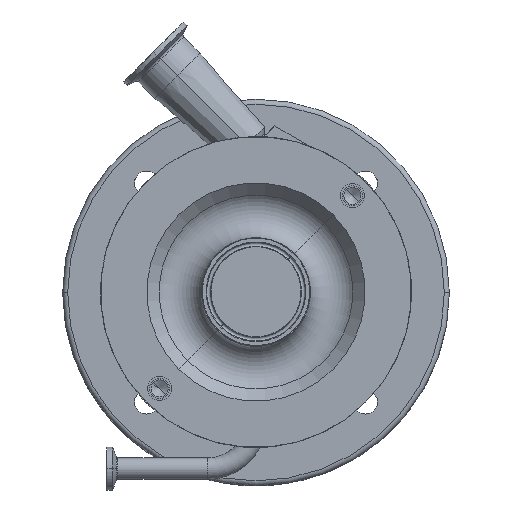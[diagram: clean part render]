
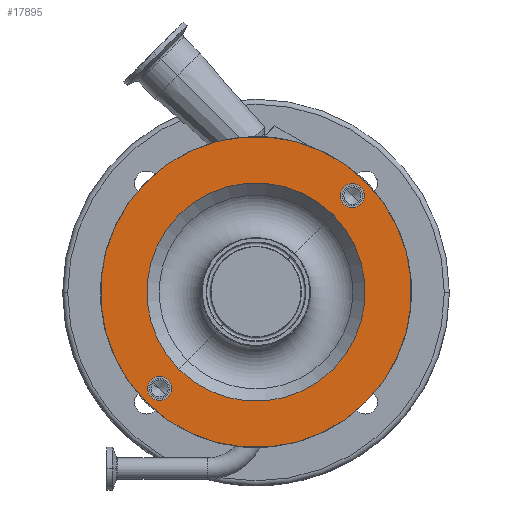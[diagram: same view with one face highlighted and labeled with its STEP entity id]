
A CAD part, top view. The second image highlights one B-rep face of the part: STEP entity #17895.
In plain terms, the highlighted planar face has unit normal (0, 0, 1).
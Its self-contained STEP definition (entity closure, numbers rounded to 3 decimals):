
#28 = CIRCLE ( 'NONE', #16753, 64.921 ) ;
#481 = CARTESIAN_POINT ( 'NONE',  ( -57.276, -57.276, 205.5 ) ) ;
#564 = VERTEX_POINT ( 'NONE', #2570 ) ;
#571 = CIRCLE ( 'NONE', #13650, 7.144 ) ;
#1143 = CIRCLE ( 'NONE', #5097, 7.144 ) ;
#1526 = DIRECTION ( 'NONE',  ( 0., 0., 1. ) ) ;
#1823 = AXIS2_PLACEMENT_3D ( 'NONE', #9790, #14266, #11502 ) ;
#2320 = DIRECTION ( 'NONE',  ( 0.707, 0.707, 0. ) ) ;
#2570 = CARTESIAN_POINT ( 'NONE',  ( 62.327, 62.327, 205.5 ) ) ;
#3409 = CARTESIAN_POINT ( 'NONE',  ( 0., 0., 205.5 ) ) ;
#3551 = EDGE_CURVE ( 'NONE', #5040, #11251, #4966, .T. ) ;
#3654 = CARTESIAN_POINT ( 'NONE',  ( 0., 0., 205.5 ) ) ;
#4001 = VERTEX_POINT ( 'NONE', #15013 ) ;
#4255 = CARTESIAN_POINT ( 'NONE',  ( 45.906, 45.906, 205.5 ) ) ;
#4421 = FACE_OUTER_BOUND ( 'NONE', #17868, .T. ) ;
#4445 = DIRECTION ( 'NONE',  ( 0., 0., 1. ) ) ;
#4492 = DIRECTION ( 'NONE',  ( 0.707, 0.707, 0. ) ) ;
#4739 = CARTESIAN_POINT ( 'NONE',  ( 52.224, 52.224, 205.5 ) ) ;
#4966 = CIRCLE ( 'NONE', #7387, 92.5 ) ;
#5040 = VERTEX_POINT ( 'NONE', #16990 ) ;
#5068 = DIRECTION ( 'NONE',  ( 0., 0., 1. ) ) ;
#5097 = AXIS2_PLACEMENT_3D ( 'NONE', #5185, #6607, #15172 ) ;
#5185 = CARTESIAN_POINT ( 'NONE',  ( 57.276, 57.276, 205.5 ) ) ;
#5273 = DIRECTION ( 'NONE',  ( 0.707, 0.707, 0. ) ) ;
#5325 = VERTEX_POINT ( 'NONE', #9540 ) ;
#5900 = EDGE_LOOP ( 'NONE', ( #15425, #15518 ) ) ;
#5958 = EDGE_LOOP ( 'NONE', ( #7462, #10272 ) ) ;
#5983 = ORIENTED_EDGE ( 'NONE', *, *, #16934, .F. ) ;
#6607 = DIRECTION ( 'NONE',  ( 0., 0., 1. ) ) ;
#7106 = CARTESIAN_POINT ( 'NONE',  ( -22.627, 22.627, 205.5 ) ) ;
#7242 = EDGE_CURVE ( 'NONE', #564, #18535, #1143, .T. ) ;
#7387 = AXIS2_PLACEMENT_3D ( 'NONE', #3409, #1526, #4492 ) ;
#7462 = ORIENTED_EDGE ( 'NONE', *, *, #7242, .F. ) ;
#7615 = CIRCLE ( 'NONE', #1823, 92.5 ) ;
#8785 = DIRECTION ( 'NONE',  ( 0., 0., -1. ) ) ;
#8835 = CIRCLE ( 'NONE', #12187, 7.144 ) ;
#8846 = AXIS2_PLACEMENT_3D ( 'NONE', #16055, #4445, #8922 ) ;
#8922 = DIRECTION ( 'NONE',  ( 0.707, 0.707, 0. ) ) ;
#9540 = CARTESIAN_POINT ( 'NONE',  ( -45.906, -45.906, 205.5 ) ) ;
#9565 = DIRECTION ( 'NONE',  ( 0.707, 0.707, 0. ) ) ;
#9721 = ORIENTED_EDGE ( 'NONE', *, *, #3551, .T. ) ;
#9790 = CARTESIAN_POINT ( 'NONE',  ( 0., 0., 205.5 ) ) ;
#10218 = FACE_BOUND ( 'NONE', #16012, .T. ) ;
#10272 = ORIENTED_EDGE ( 'NONE', *, *, #10986, .F. ) ;
#10675 = CIRCLE ( 'NONE', #8846, 7.144 ) ;
#10836 = EDGE_CURVE ( 'NONE', #11251, #5040, #7615, .T. ) ;
#10860 = VERTEX_POINT ( 'NONE', #4255 ) ;
#10986 = EDGE_CURVE ( 'NONE', #18535, #564, #10675, .T. ) ;
#10996 = AXIS2_PLACEMENT_3D ( 'NONE', #7106, #8785, #17285 ) ;
#11251 = VERTEX_POINT ( 'NONE', #15476 ) ;
#11423 = CARTESIAN_POINT ( 'NONE',  ( -62.327, -62.327, 205.5 ) ) ;
#11502 = DIRECTION ( 'NONE',  ( 0.707, 0.707, 0. ) ) ;
#11986 = ORIENTED_EDGE ( 'NONE', *, *, #10836, .T. ) ;
#12187 = AXIS2_PLACEMENT_3D ( 'NONE', #12636, #18420, #9565 ) ;
#12636 = CARTESIAN_POINT ( 'NONE',  ( -57.276, -57.276, 205.5 ) ) ;
#12908 = EDGE_CURVE ( 'NONE', #4001, #13581, #571, .T. ) ;
#13581 = VERTEX_POINT ( 'NONE', #11423 ) ;
#13650 = AXIS2_PLACEMENT_3D ( 'NONE', #481, #5068, #5273 ) ;
#14266 = DIRECTION ( 'NONE',  ( 0., 0., 1. ) ) ;
#14337 = PLANE ( 'NONE',  #10996 ) ;
#14703 = FACE_BOUND ( 'NONE', #5958, .T. ) ;
#14980 = DIRECTION ( 'NONE',  ( 0.707, 0.707, 0. ) ) ;
#15013 = CARTESIAN_POINT ( 'NONE',  ( -52.224, -52.224, 205.5 ) ) ;
#15072 = DIRECTION ( 'NONE',  ( 0., 0., 1. ) ) ;
#15163 = CARTESIAN_POINT ( 'NONE',  ( 0., 0., 205.5 ) ) ;
#15172 = DIRECTION ( 'NONE',  ( 0.707, 0.707, 0. ) ) ;
#15425 = ORIENTED_EDGE ( 'NONE', *, *, #16904, .F. ) ;
#15476 = CARTESIAN_POINT ( 'NONE',  ( -65.407, -65.407, 205.5 ) ) ;
#15499 = ORIENTED_EDGE ( 'NONE', *, *, #12908, .F. ) ;
#15518 = ORIENTED_EDGE ( 'NONE', *, *, #17167, .F. ) ;
#16012 = EDGE_LOOP ( 'NONE', ( #15499, #5983 ) ) ;
#16033 = FACE_BOUND ( 'NONE', #5900, .T. ) ;
#16055 = CARTESIAN_POINT ( 'NONE',  ( 57.276, 57.276, 205.5 ) ) ;
#16753 = AXIS2_PLACEMENT_3D ( 'NONE', #3654, #18512, #2320 ) ;
#16904 = EDGE_CURVE ( 'NONE', #10860, #5325, #28, .T. ) ;
#16934 = EDGE_CURVE ( 'NONE', #13581, #4001, #8835, .T. ) ;
#16990 = CARTESIAN_POINT ( 'NONE',  ( 65.407, 65.407, 205.5 ) ) ;
#17167 = EDGE_CURVE ( 'NONE', #5325, #10860, #18577, .T. ) ;
#17285 = DIRECTION ( 'NONE',  ( 0., -1., 0. ) ) ;
#17868 = EDGE_LOOP ( 'NONE', ( #9721, #11986 ) ) ;
#17895 = ADVANCED_FACE ( 'NONE', ( #4421, #14703, #10218, #16033 ), #14337, .F. ) ;
#18272 = AXIS2_PLACEMENT_3D ( 'NONE', #15163, #15072, #14980 ) ;
#18420 = DIRECTION ( 'NONE',  ( 0., 0., 1. ) ) ;
#18512 = DIRECTION ( 'NONE',  ( 0., 0., 1. ) ) ;
#18535 = VERTEX_POINT ( 'NONE', #4739 ) ;
#18577 = CIRCLE ( 'NONE', #18272, 64.921 ) ;
